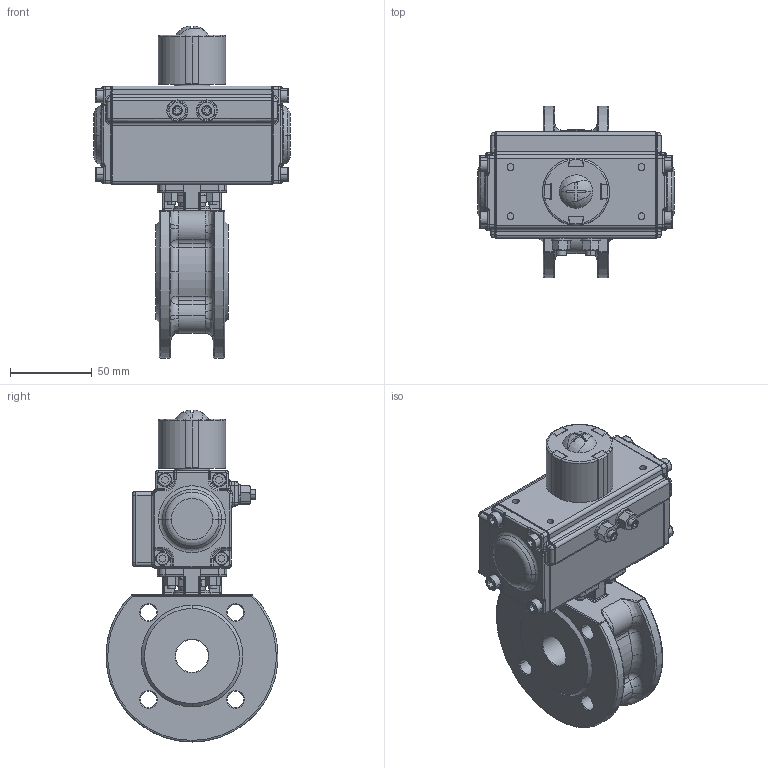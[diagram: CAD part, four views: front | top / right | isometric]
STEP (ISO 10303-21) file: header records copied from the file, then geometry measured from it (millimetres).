
FILE_DESCRIPTION(('HOOPS Exchange Step'),'2;1');
FILE_NAME('PK0600_DN20.stp','2025-05-09T11:37:29+02:00',('nieru'),('Unknown organisation'),'HOOPS Exchange 2024.2','HOOPS Exchange','Unknown authorisation');
FILE_SCHEMA( ('AP203_CONFIGURATION_CONTROLLED_3D_DESIGN_OF_MECHANICAL_PARTS_AND_ASSEMBLIES_MIM_LF') );
Length unit declared in the file: millimetre
Products named in the file (5): 0; root
Assembly tree (4 placements, depth 3):
  root
    0
      0
      0
      0
Bounding box: 120 x 104.86 x 202.65 mm (x, y, z)
Volume: 530745.8 mm3; surface area: 138195.1 mm2
Topology: 35 solids, 35 shells, 1791 faces, 4332 edges, 2572 vertices
Faces by surface type: cylinder 620, plane 534, torus 218, bspline 178, cone 169, sphere 72
Full cylindrical faces by diameter (mm): 5 x1, 13.97 x1, 20 x1
Entity records: 75614 total; most frequent: CARTESIAN_POINT 35297, ORIENTED_EDGE 8490, DIRECTION 8222, EDGE_CURVE 4245, AXIS2_PLACEMENT_3D 3224, VERTEX_POINT 2574, EDGE_LOOP 1931, FACE_BOUND 1931
